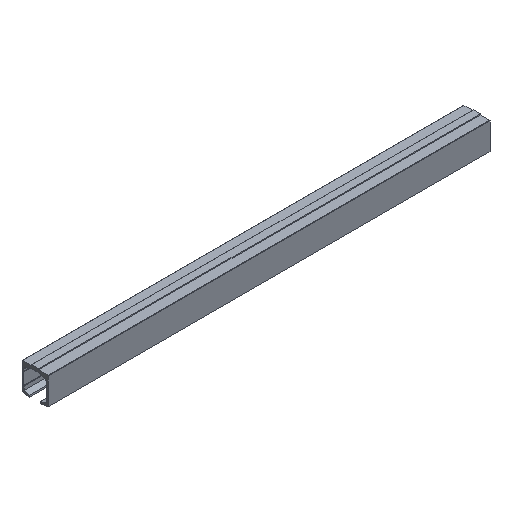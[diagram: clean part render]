
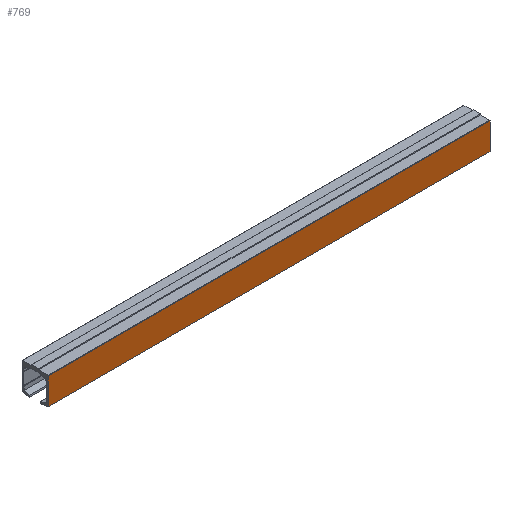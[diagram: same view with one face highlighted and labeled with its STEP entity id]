
A CAD part, isometric view. The second image highlights one B-rep face of the part: STEP entity #769.
In plain terms, the highlighted planar face has unit normal (0, -1, 0).
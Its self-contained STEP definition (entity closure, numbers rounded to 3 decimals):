
#35=FACE_OUTER_BOUND('',#74,.T.);
#74=EDGE_LOOP('',(#590,#591,#592,#593));
#103=LINE('',#1059,#206);
#157=LINE('',#1173,#260);
#159=LINE('',#1177,#262);
#160=LINE('',#1178,#263);
#206=VECTOR('',#855,1.);
#260=VECTOR('',#943,1.);
#262=VECTOR('',#947,1.);
#263=VECTOR('',#948,1000.);
#319=VERTEX_POINT('',#1056);
#320=VERTEX_POINT('',#1058);
#363=VERTEX_POINT('',#1172);
#364=VERTEX_POINT('',#1176);
#393=EDGE_CURVE('',#319,#320,#103,.T.);
#450=EDGE_CURVE('',#363,#320,#157,.T.);
#452=EDGE_CURVE('',#364,#319,#159,.T.);
#453=EDGE_CURVE('',#364,#363,#160,.T.);
#590=ORIENTED_EDGE('',*,*,#452,.F.);
#591=ORIENTED_EDGE('',*,*,#453,.T.);
#592=ORIENTED_EDGE('',*,*,#450,.T.);
#593=ORIENTED_EDGE('',*,*,#393,.F.);
#733=PLANE('',#815);
#769=ADVANCED_FACE('',(#35),#733,.F.);
#815=AXIS2_PLACEMENT_3D('',#1175,#945,#946);
#855=DIRECTION('',(0.,0.,-1.));
#943=DIRECTION('',(1.,0.,0.));
#945=DIRECTION('center_axis',(0.,1.,0.));
#946=DIRECTION('ref_axis',(1.,0.,0.));
#947=DIRECTION('',(1.,0.,0.));
#948=DIRECTION('',(0.,0.,-1.));
#1056=CARTESIAN_POINT('',(500.,0.,31.5));
#1058=CARTESIAN_POINT('',(500.,0.,1.34));
#1059=CARTESIAN_POINT('',(500.,0.,31.5));
#1172=CARTESIAN_POINT('',(0.,0.,1.34));
#1173=CARTESIAN_POINT('',(200.,0.,1.34));
#1175=CARTESIAN_POINT('Origin',(350.,0.,1.34));
#1176=CARTESIAN_POINT('',(0.,0.,31.5));
#1177=CARTESIAN_POINT('',(200.,0.,31.5));
#1178=CARTESIAN_POINT('',(0.,0.,13.03));
